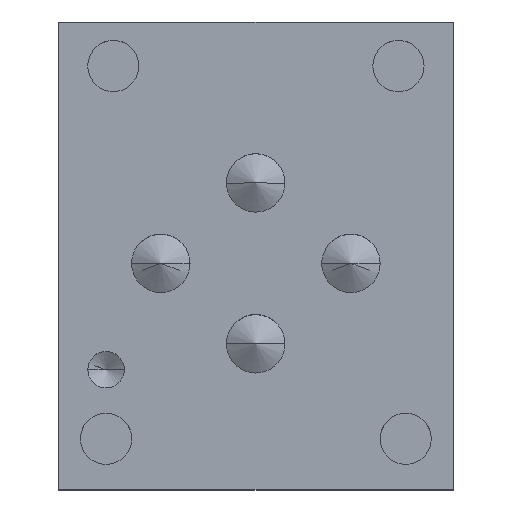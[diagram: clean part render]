
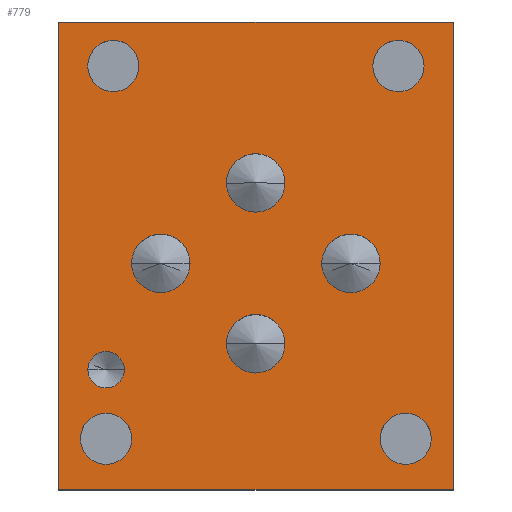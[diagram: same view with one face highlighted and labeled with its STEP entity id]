
A CAD part, top view. The second image highlights one B-rep face of the part: STEP entity #779.
In plain terms, the highlighted planar face has unit normal (0, 0, 1).
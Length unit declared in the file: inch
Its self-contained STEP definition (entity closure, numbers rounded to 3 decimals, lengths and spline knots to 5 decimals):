
#79=CARTESIAN_POINT('',(0.562,0.968,0.75));
#80=VERTEX_POINT('',#79);
#81=CARTESIAN_POINT('',(0.437,0.968,0.75));
#82=DIRECTION('',(0.0,0.0,-1.0));
#83=DIRECTION('',(1.0,0.0,0.0));
#84=AXIS2_PLACEMENT_3D('',#81,#82,#83);
#85=CIRCLE('',#84,0.125);
#86=EDGE_CURVE('',#80,#80,#85,.T.);
#150=CARTESIAN_POINT('',(1.375,0.968,0.75));
#151=VERTEX_POINT('',#150);
#152=CARTESIAN_POINT('',(1.25,0.968,0.75));
#153=DIRECTION('',(0.0,0.0,-1.0));
#154=DIRECTION('',(1.0,0.0,0.0));
#155=AXIS2_PLACEMENT_3D('',#152,#153,#154);
#156=CIRCLE('',#155,0.125);
#157=EDGE_CURVE('',#151,#151,#156,.T.);
#221=CARTESIAN_POINT('',(0.968,1.312,0.75));
#222=VERTEX_POINT('',#221);
#223=CARTESIAN_POINT('',(0.843,1.312,0.75));
#224=DIRECTION('',(0.0,0.0,-1.0));
#225=DIRECTION('',(1.0,0.0,0.0));
#226=AXIS2_PLACEMENT_3D('',#223,#224,#225);
#227=CIRCLE('',#226,0.125);
#228=EDGE_CURVE('',#222,#222,#227,.T.);
#292=CARTESIAN_POINT('',(0.968,0.624,0.75));
#293=VERTEX_POINT('',#292);
#294=CARTESIAN_POINT('',(0.843,0.624,0.75));
#295=DIRECTION('',(0.0,0.0,-1.0));
#296=DIRECTION('',(1.0,0.0,0.0));
#297=AXIS2_PLACEMENT_3D('',#294,#295,#296);
#298=CIRCLE('',#297,0.125);
#299=EDGE_CURVE('',#293,#293,#298,.T.);
#363=CARTESIAN_POINT('',(0.281,0.513,0.75));
#364=VERTEX_POINT('',#363);
#365=CARTESIAN_POINT('',(0.203,0.513,0.75));
#366=DIRECTION('',(0.0,0.0,-1.0));
#367=DIRECTION('',(1.0,0.0,0.0));
#368=AXIS2_PLACEMENT_3D('',#365,#366,#367);
#369=CIRCLE('',#368,0.078);
#370=EDGE_CURVE('',#364,#364,#369,.T.);
#434=CARTESIAN_POINT('',(0.3125,0.218,0.75));
#435=VERTEX_POINT('',#434);
#436=CARTESIAN_POINT('',(0.203,0.218,0.75));
#437=DIRECTION('',(0.0,0.0,-1.0));
#438=DIRECTION('',(1.0,0.0,0.0));
#439=AXIS2_PLACEMENT_3D('',#436,#437,#438);
#440=CIRCLE('',#439,0.1095);
#441=EDGE_CURVE('',#435,#435,#440,.T.);
#505=CARTESIAN_POINT('',(1.5935,0.218,0.75));
#506=VERTEX_POINT('',#505);
#507=CARTESIAN_POINT('',(1.484,0.218,0.75));
#508=DIRECTION('',(0.0,0.0,-1.0));
#509=DIRECTION('',(1.0,0.0,0.0));
#510=AXIS2_PLACEMENT_3D('',#507,#508,#509);
#511=CIRCLE('',#510,0.1095);
#512=EDGE_CURVE('',#506,#506,#511,.T.);
#576=CARTESIAN_POINT('',(1.5625,1.812,0.75));
#577=VERTEX_POINT('',#576);
#578=CARTESIAN_POINT('',(1.453,1.812,0.75));
#579=DIRECTION('',(0.0,0.0,-1.0));
#580=DIRECTION('',(1.0,0.0,0.0));
#581=AXIS2_PLACEMENT_3D('',#578,#579,#580);
#582=CIRCLE('',#581,0.1095);
#583=EDGE_CURVE('',#577,#577,#582,.T.);
#647=CARTESIAN_POINT('',(0.3435,1.812,0.75));
#648=VERTEX_POINT('',#647);
#649=CARTESIAN_POINT('',(0.234,1.812,0.75));
#650=DIRECTION('',(0.0,0.0,-1.0));
#651=DIRECTION('',(1.0,0.0,0.0));
#652=AXIS2_PLACEMENT_3D('',#649,#650,#651);
#653=CIRCLE('',#652,0.1095);
#654=EDGE_CURVE('',#648,#648,#653,.T.);
#713=CARTESIAN_POINT('',(0.0,2.,0.75));
#714=DIRECTION('',(0.0,0.0,-1.0));
#715=DIRECTION('',(-1.0,0.0,0.0));
#716=AXIS2_PLACEMENT_3D('',#713,#714,#715);
#717=PLANE('',#716);
#718=CARTESIAN_POINT('',(0.0,0.0,0.75));
#719=VERTEX_POINT('',#718);
#720=CARTESIAN_POINT('',(0.0,2.,0.75));
#721=VERTEX_POINT('',#720);
#722=CARTESIAN_POINT('',(0.0,0.0,0.75));
#723=DIRECTION('',(0.0,1.0,0.0));
#724=VECTOR('',#723,2.);
#725=LINE('',#722,#724);
#726=EDGE_CURVE('',#719,#721,#725,.T.);
#727=ORIENTED_EDGE('',*,*,#726,.F.);
#728=CARTESIAN_POINT('',(1.688,0.0,0.75));
#729=VERTEX_POINT('',#728);
#730=CARTESIAN_POINT('',(1.688,0.0,0.75));
#731=DIRECTION('',(-1.0,0.0,0.0));
#732=VECTOR('',#731,1.688);
#733=LINE('',#730,#732);
#734=EDGE_CURVE('',#729,#719,#733,.T.);
#735=ORIENTED_EDGE('',*,*,#734,.F.);
#736=CARTESIAN_POINT('',(1.688,2.,0.75));
#737=VERTEX_POINT('',#736);
#738=CARTESIAN_POINT('',(1.688,2.,0.75));
#739=DIRECTION('',(0.0,-1.0,0.0));
#740=VECTOR('',#739,2.);
#741=LINE('',#738,#740);
#742=EDGE_CURVE('',#737,#729,#741,.T.);
#743=ORIENTED_EDGE('',*,*,#742,.F.);
#744=CARTESIAN_POINT('',(0.0,2.,0.75));
#745=DIRECTION('',(1.0,0.0,0.0));
#746=VECTOR('',#745,1.688);
#747=LINE('',#744,#746);
#748=EDGE_CURVE('',#721,#737,#747,.T.);
#749=ORIENTED_EDGE('',*,*,#748,.F.);
#750=EDGE_LOOP('',(#727,#735,#743,#749));
#751=FACE_OUTER_BOUND('',#750,.T.);
#752=ORIENTED_EDGE('',*,*,#86,.T.);
#753=EDGE_LOOP('',(#752));
#754=FACE_BOUND('',#753,.T.);
#755=ORIENTED_EDGE('',*,*,#157,.T.);
#756=EDGE_LOOP('',(#755));
#757=FACE_BOUND('',#756,.T.);
#758=ORIENTED_EDGE('',*,*,#228,.T.);
#759=EDGE_LOOP('',(#758));
#760=FACE_BOUND('',#759,.T.);
#761=ORIENTED_EDGE('',*,*,#299,.T.);
#762=EDGE_LOOP('',(#761));
#763=FACE_BOUND('',#762,.T.);
#764=ORIENTED_EDGE('',*,*,#370,.T.);
#765=EDGE_LOOP('',(#764));
#766=FACE_BOUND('',#765,.T.);
#767=ORIENTED_EDGE('',*,*,#441,.T.);
#768=EDGE_LOOP('',(#767));
#769=FACE_BOUND('',#768,.T.);
#770=ORIENTED_EDGE('',*,*,#512,.T.);
#771=EDGE_LOOP('',(#770));
#772=FACE_BOUND('',#771,.T.);
#773=ORIENTED_EDGE('',*,*,#583,.T.);
#774=EDGE_LOOP('',(#773));
#775=FACE_BOUND('',#774,.T.);
#776=ORIENTED_EDGE('',*,*,#654,.T.);
#777=EDGE_LOOP('',(#776));
#778=FACE_BOUND('',#777,.T.);
#779=ADVANCED_FACE('',(#751,#754,#757,#760,#763,#766,#769,#772,#775,#778),#717,.F.);
